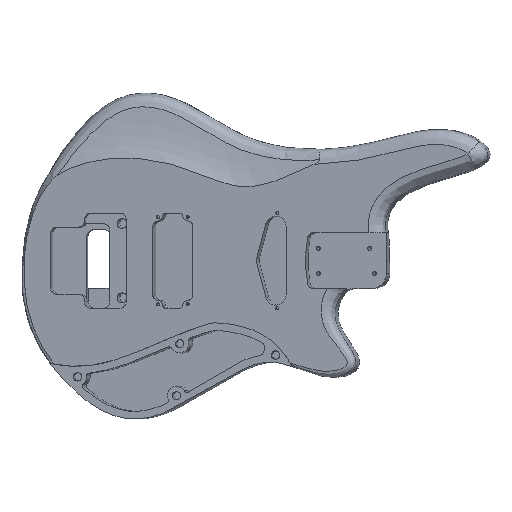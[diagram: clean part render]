
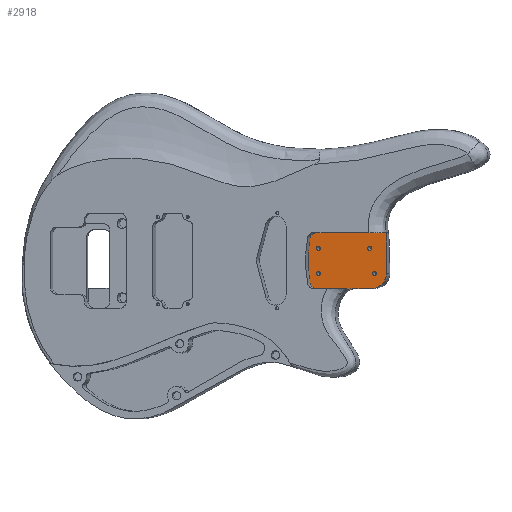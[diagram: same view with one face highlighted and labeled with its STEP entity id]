
A CAD part, top view. The second image highlights one B-rep face of the part: STEP entity #2918.
In plain terms, the highlighted planar face has unit normal (-0.131, 0, 0.991).
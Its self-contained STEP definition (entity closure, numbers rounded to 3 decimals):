
#53=B_SPLINE_CURVE_WITH_KNOTS('',3,(#5576,#5577,#5578,#5579,#5580,#5581,
#5582),.UNSPECIFIED.,.F.,.F.,(4,3,4),(0.,0.517,1.206),
 .UNSPECIFIED.);
#59=B_SPLINE_CURVE_WITH_KNOTS('',3,(#6229,#6230,#6231,#6232,#6233,#6234,
#6235),.UNSPECIFIED.,.F.,.F.,(4,3,4),(-0.675,-0.312,
0.),.UNSPECIFIED.);
#69=B_SPLINE_CURVE_WITH_KNOTS('',3,(#6616,#6617,#6618,#6619),
 .UNSPECIFIED.,.F.,.F.,(4,4),(-0.023,0.),.UNSPECIFIED.);
#169=FACE_BOUND('',#564,.T.);
#170=FACE_BOUND('',#565,.T.);
#171=FACE_BOUND('',#566,.T.);
#172=FACE_BOUND('',#567,.T.);
#229=PLANE('',#3206);
#370=FACE_OUTER_BOUND('',#563,.T.);
#563=EDGE_LOOP('',(#2496,#2497,#2498,#2499,#2500,#2501,#2502,#2503,#2504,
#2505,#2506));
#564=EDGE_LOOP('',(#2507));
#565=EDGE_LOOP('',(#2508));
#566=EDGE_LOOP('',(#2509));
#567=EDGE_LOOP('',(#2510));
#652=LINE('',#4878,#843);
#654=LINE('',#5588,#845);
#785=LINE('',#8277,#976);
#786=LINE('',#8285,#977);
#843=VECTOR('',#3427,10.);
#845=VECTOR('',#3437,10.);
#976=VECTOR('',#3890,10.);
#977=VECTOR('',#3899,10.);
#1023=CIRCLE('',#3022,2.05);
#1024=CIRCLE('',#3024,2.05);
#1025=CIRCLE('',#3026,2.05);
#1026=CIRCLE('',#3028,2.05);
#1033=CIRCLE('',#3039,15.);
#1121=CIRCLE('',#3207,6.35);
#1122=CIRCLE('',#3208,127.);
#1123=CIRCLE('',#3209,6.35);
#1176=VERTEX_POINT('',#4123);
#1177=VERTEX_POINT('',#4127);
#1178=VERTEX_POINT('',#4131);
#1179=VERTEX_POINT('',#4135);
#1204=VERTEX_POINT('',#4859);
#1205=VERTEX_POINT('',#4861);
#1207=VERTEX_POINT('',#4876);
#1211=VERTEX_POINT('',#5570);
#1212=VERTEX_POINT('',#5575);
#1218=VERTEX_POINT('',#6228);
#1227=VERTEX_POINT('',#6611);
#1380=VERTEX_POINT('',#8275);
#1381=VERTEX_POINT('',#8279);
#1382=VERTEX_POINT('',#8281);
#1383=VERTEX_POINT('',#8283);
#1474=EDGE_CURVE('',#1176,#1176,#1023,.T.);
#1476=EDGE_CURVE('',#1177,#1177,#1024,.T.);
#1478=EDGE_CURVE('',#1178,#1178,#1025,.T.);
#1480=EDGE_CURVE('',#1179,#1179,#1026,.T.);
#1511=EDGE_CURVE('',#1204,#1205,#1033,.T.);
#1515=EDGE_CURVE('',#1207,#1204,#652,.T.);
#1525=EDGE_CURVE('',#1212,#1211,#53,.F.);
#1527=EDGE_CURVE('',#1205,#1211,#654,.T.);
#1533=EDGE_CURVE('',#1212,#1218,#59,.T.);
#1544=EDGE_CURVE('',#1227,#1207,#69,.T.);
#1775=EDGE_CURVE('',#1380,#1227,#785,.T.);
#1776=EDGE_CURVE('',#1381,#1380,#1121,.T.);
#1777=EDGE_CURVE('',#1382,#1381,#1122,.T.);
#1778=EDGE_CURVE('',#1383,#1382,#1123,.T.);
#1779=EDGE_CURVE('',#1218,#1383,#786,.T.);
#2496=ORIENTED_EDGE('',*,*,#1533,.F.);
#2497=ORIENTED_EDGE('',*,*,#1525,.T.);
#2498=ORIENTED_EDGE('',*,*,#1527,.F.);
#2499=ORIENTED_EDGE('',*,*,#1511,.F.);
#2500=ORIENTED_EDGE('',*,*,#1515,.F.);
#2501=ORIENTED_EDGE('',*,*,#1544,.F.);
#2502=ORIENTED_EDGE('',*,*,#1775,.F.);
#2503=ORIENTED_EDGE('',*,*,#1776,.F.);
#2504=ORIENTED_EDGE('',*,*,#1777,.F.);
#2505=ORIENTED_EDGE('',*,*,#1778,.F.);
#2506=ORIENTED_EDGE('',*,*,#1779,.F.);
#2507=ORIENTED_EDGE('',*,*,#1474,.T.);
#2508=ORIENTED_EDGE('',*,*,#1476,.T.);
#2509=ORIENTED_EDGE('',*,*,#1478,.T.);
#2510=ORIENTED_EDGE('',*,*,#1480,.T.);
#2918=ADVANCED_FACE('',(#370,#169,#170,#171,#172),#229,.T.);
#3022=AXIS2_PLACEMENT_3D('',#4125,#3375,#3376);
#3024=AXIS2_PLACEMENT_3D('',#4129,#3380,#3381);
#3026=AXIS2_PLACEMENT_3D('',#4133,#3385,#3386);
#3028=AXIS2_PLACEMENT_3D('',#4137,#3390,#3391);
#3039=AXIS2_PLACEMENT_3D('',#4862,#3421,#3422);
#3206=AXIS2_PLACEMENT_3D('',#8278,#3891,#3892);
#3207=AXIS2_PLACEMENT_3D('',#8280,#3893,#3894);
#3208=AXIS2_PLACEMENT_3D('',#8282,#3895,#3896);
#3209=AXIS2_PLACEMENT_3D('',#8284,#3897,#3898);
#3375=DIRECTION('center_axis',(0.131,0.,-0.991));
#3376=DIRECTION('ref_axis',(0.991,0.,0.131));
#3380=DIRECTION('center_axis',(0.131,0.,-0.991));
#3381=DIRECTION('ref_axis',(0.991,0.,0.131));
#3385=DIRECTION('center_axis',(0.131,0.,-0.991));
#3386=DIRECTION('ref_axis',(0.991,0.,0.131));
#3390=DIRECTION('center_axis',(0.131,0.,-0.991));
#3391=DIRECTION('ref_axis',(0.991,0.,0.131));
#3421=DIRECTION('center_axis',(0.131,0.,-0.991));
#3422=DIRECTION('ref_axis',(0.701,-0.707,0.092));
#3427=DIRECTION('',(0.,-1.,0.));
#3437=DIRECTION('',(-0.991,0.,-0.131));
#3890=DIRECTION('',(0.991,0.,0.131));
#3891=DIRECTION('center_axis',(-0.131,0.,0.991));
#3892=DIRECTION('ref_axis',(0.991,0.,0.131));
#3893=DIRECTION('center_axis',(0.131,0.,-0.991));
#3894=DIRECTION('ref_axis',(0.,1.,0.));
#3895=DIRECTION('center_axis',(0.131,0.,-0.991));
#3896=DIRECTION('ref_axis',(-0.975,0.179,-0.128));
#3897=DIRECTION('center_axis',(0.131,0.,-0.991));
#3898=DIRECTION('ref_axis',(-0.991,0.,-0.131));
#3899=DIRECTION('',(-0.991,0.,-0.131));
#4123=CARTESIAN_POINT('',(88.443,-15.383,72.061));
#4125=CARTESIAN_POINT('Origin',(90.476,-15.383,72.328));
#4127=CARTESIAN_POINT('',(37.223,-40.383,65.318));
#4129=CARTESIAN_POINT('Origin',(39.256,-40.383,65.585));
#4131=CARTESIAN_POINT('',(93.055,-40.383,72.668));
#4133=CARTESIAN_POINT('Origin',(95.087,-40.383,72.935));
#4135=CARTESIAN_POINT('',(37.223,-15.383,65.318));
#4137=CARTESIAN_POINT('Origin',(39.256,-15.383,65.585));
#4859=CARTESIAN_POINT('',(107.02,-40.651,74.506));
#4861=CARTESIAN_POINT('',(92.148,-55.651,72.549));
#4862=CARTESIAN_POINT('Origin',(92.148,-40.651,72.549));
#4876=CARTESIAN_POINT('',(107.02,0.,74.506));
#4878=CARTESIAN_POINT('',(107.02,-42.768,74.506));
#5570=CARTESIAN_POINT('',(73.655,-55.651,70.114));
#5575=CARTESIAN_POINT('',(63.432,-60.937,68.768));
#5576=CARTESIAN_POINT('Ctrl Pts',(73.655,-55.651,70.114));
#5577=CARTESIAN_POINT('Ctrl Pts',(71.951,-55.651,69.89));
#5578=CARTESIAN_POINT('Ctrl Pts',(70.246,-56.004,69.665));
#5579=CARTESIAN_POINT('Ctrl Pts',(68.682,-56.683,69.459));
#5580=CARTESIAN_POINT('Ctrl Pts',(66.596,-57.589,69.185));
#5581=CARTESIAN_POINT('Ctrl Pts',(64.759,-59.076,68.943));
#5582=CARTESIAN_POINT('Ctrl Pts',(63.432,-60.937,68.768));
#5588=CARTESIAN_POINT('',(80.524,-55.651,71.018));
#6228=CARTESIAN_POINT('',(67.687,-55.65,69.328));
#6229=CARTESIAN_POINT('Ctrl Pts',(63.432,-60.937,68.768));
#6230=CARTESIAN_POINT('Ctrl Pts',(64.104,-59.995,68.856));
#6231=CARTESIAN_POINT('Ctrl Pts',(64.824,-59.05,68.951));
#6232=CARTESIAN_POINT('Ctrl Pts',(65.593,-58.103,69.052));
#6233=CARTESIAN_POINT('Ctrl Pts',(66.255,-57.288,69.14));
#6234=CARTESIAN_POINT('Ctrl Pts',(66.953,-56.47,69.232));
#6235=CARTESIAN_POINT('Ctrl Pts',(67.687,-55.651,69.328));
#6611=CARTESIAN_POINT('',(106.978,0.23,74.501));
#6616=CARTESIAN_POINT('Ctrl Pts',(106.978,0.23,74.501));
#6617=CARTESIAN_POINT('Ctrl Pts',(106.992,0.153,74.503));
#6618=CARTESIAN_POINT('Ctrl Pts',(107.006,0.076,74.505));
#6619=CARTESIAN_POINT('Ctrl Pts',(107.02,0.,74.506));
#8275=CARTESIAN_POINT('',(37.138,0.23,65.306));
#8277=CARTESIAN_POINT('',(102.298,0.23,73.885));
#8278=CARTESIAN_POINT('Origin',(93.36,-29.885,72.708));
#8279=CARTESIAN_POINT('',(30.944,-4.984,64.491));
#8280=CARTESIAN_POINT('Origin',(37.138,-6.12,65.306));
#8281=CARTESIAN_POINT('',(30.944,-50.437,64.491));
#8282=CARTESIAN_POINT('Origin',(154.825,-27.71,80.8));
#8283=CARTESIAN_POINT('',(37.138,-55.65,65.306));
#8284=CARTESIAN_POINT('Origin',(37.138,-49.3,65.306));
#8285=CARTESIAN_POINT('',(37.138,-55.65,65.306));
